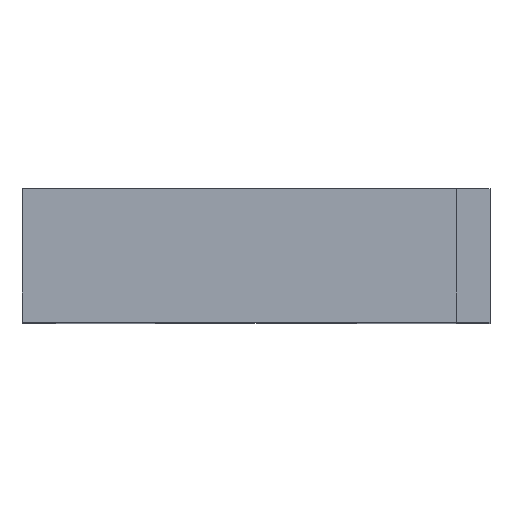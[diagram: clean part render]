
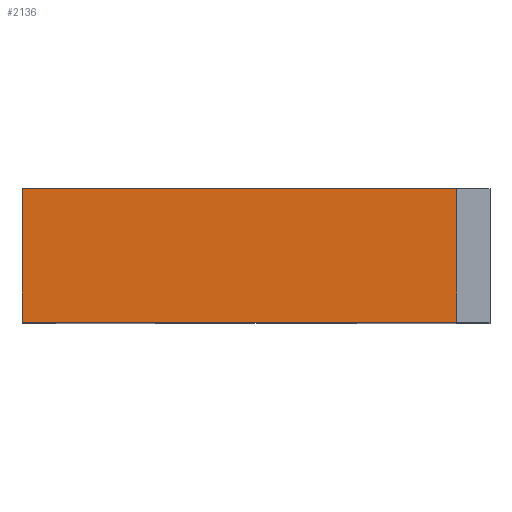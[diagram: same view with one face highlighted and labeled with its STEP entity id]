
A CAD part, top view. The second image highlights one B-rep face of the part: STEP entity #2136.
In plain terms, the highlighted planar face has unit normal (0, 0, 1).
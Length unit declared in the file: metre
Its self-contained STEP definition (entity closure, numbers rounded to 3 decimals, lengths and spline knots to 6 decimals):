
#164=ORIENTED_EDGE('',*,*,#751,.T.);
#165=ORIENTED_EDGE('',*,*,#752,.F.);
#166=ORIENTED_EDGE('',*,*,#753,.F.);
#167=ORIENTED_EDGE('',*,*,#749,.T.);
#749=EDGE_CURVE('',#1025,#1024,#1269,.T.);
#751=EDGE_CURVE('',#1024,#1026,#1271,.T.);
#752=EDGE_CURVE('',#1027,#1026,#1272,.T.);
#753=EDGE_CURVE('',#1025,#1027,#1273,.T.);
#1024=VERTEX_POINT('',#3077);
#1025=VERTEX_POINT('',#3079);
#1026=VERTEX_POINT('',#3083);
#1027=VERTEX_POINT('',#3085);
#1269=LINE('',#3078,#1581);
#1271=LINE('',#3082,#1583);
#1272=LINE('',#3084,#1584);
#1273=LINE('',#3086,#1585);
#1581=VECTOR('',#2514,1.);
#1583=VECTOR('',#2518,1.);
#1584=VECTOR('',#2519,1.);
#1585=VECTOR('',#2520,1.);
#1818=EDGE_LOOP('',(#164,#165,#166,#167));
#1924=FACE_BOUND('',#1818,.T.);
#2030=PLANE('',#2255);
#2136=ADVANCED_FACE('',(#1924),#2030,.F.);
#2255=AXIS2_PLACEMENT_3D('',#3081,#2516,#2517);
#2514=DIRECTION('',(0.,1.,0.));
#2516=DIRECTION('',(0.,0.,-1.));
#2517=DIRECTION('',(-1.,0.,0.));
#2518=DIRECTION('',(-1.,0.,0.));
#2519=DIRECTION('',(0.,1.,0.));
#2520=DIRECTION('',(-1.,0.,0.));
#3077=CARTESIAN_POINT('',(0.0381,0.,0.0762));
#3078=CARTESIAN_POINT('',(0.0381,-0.0254,0.0762));
#3079=CARTESIAN_POINT('',(0.0381,-0.0254,0.0762));
#3081=CARTESIAN_POINT('',(-0.003175,-0.0254,0.0762));
#3082=CARTESIAN_POINT('',(-0.003175,0.,0.0762));
#3083=CARTESIAN_POINT('',(-0.04445,0.,0.0762));
#3084=CARTESIAN_POINT('',(-0.04445,-0.0254,0.0762));
#3085=CARTESIAN_POINT('',(-0.04445,-0.0254,0.0762));
#3086=CARTESIAN_POINT('',(-0.003175,-0.0254,0.0762));
